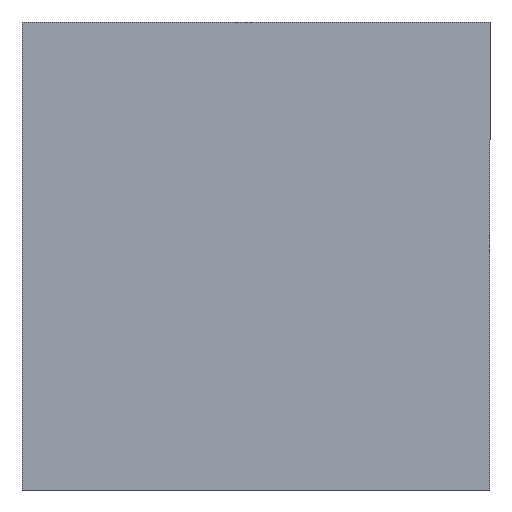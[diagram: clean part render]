
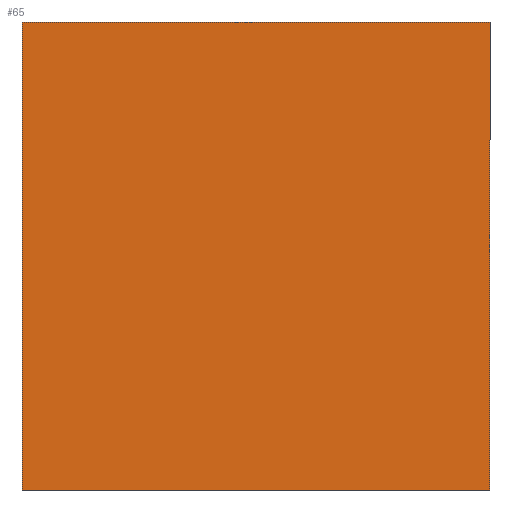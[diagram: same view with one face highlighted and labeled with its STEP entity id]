
A CAD part, front view. The second image highlights one B-rep face of the part: STEP entity #65.
In plain terms, the highlighted planar face has unit normal (0, -1, 0).
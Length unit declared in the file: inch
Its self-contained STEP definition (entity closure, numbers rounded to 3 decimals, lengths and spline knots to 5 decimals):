
#27 = VECTOR ( 'NONE', #189, 39.37008 ) ;
#43 = AXIS2_PLACEMENT_3D ( 'NONE', #128, #129, #130 ) ;
#49 = EDGE_CURVE ( 'NONE', #75, #69, #187, .T. ) ;
#51 = EDGE_CURVE ( 'NONE', #73, #75, #193, .T. ) ;
#55 = EDGE_CURVE ( 'NONE', #70, #73, #202, .T. ) ;
#59 = EDGE_CURVE ( 'NONE', #69, #70, #106, .T. ) ;
#65 = ADVANCED_FACE ( 'NONE', ( #144 ), #127, .T. ) ;
#69 = VERTEX_POINT ( 'NONE', #131 ) ;
#70 = VERTEX_POINT ( 'NONE', #132 ) ;
#73 = VERTEX_POINT ( 'NONE', #135 ) ;
#75 = VERTEX_POINT ( 'NONE', #137 ) ;
#76 = EDGE_LOOP ( 'NONE', ( #176, #177, #178, #103 ) ) ;
#103 = ORIENTED_EDGE ( 'NONE', *, *, #55, .F. ) ;
#106 = LINE ( 'NONE', #107, #173 ) ;
#107 = CARTESIAN_POINT ( 'NONE',  ( 1., 0., 0. ) ) ;
#108 = DIRECTION ( 'NONE',  ( 1., 0., 0. ) ) ;
#127 = PLANE ( 'NONE',  #43 ) ;
#128 = CARTESIAN_POINT ( 'NONE',  ( 0., 0., 0. ) ) ;
#129 = DIRECTION ( 'NONE',  ( 0., -1., 0. ) ) ;
#130 = DIRECTION ( 'NONE',  ( 0., 0., -1. ) ) ;
#131 = CARTESIAN_POINT ( 'NONE',  ( 0., 0., 0. ) ) ;
#132 = CARTESIAN_POINT ( 'NONE',  ( 1., 0., 0. ) ) ;
#135 = CARTESIAN_POINT ( 'NONE',  ( 1., 0., -1. ) ) ;
#137 = CARTESIAN_POINT ( 'NONE',  ( 0., 0., -1. ) ) ;
#144 = FACE_OUTER_BOUND ( 'NONE', #76, .T. ) ;
#167 = VECTOR ( 'NONE', #195, 39.37008 ) ;
#169 = VECTOR ( 'NONE', #204, 39.37008 ) ;
#173 = VECTOR ( 'NONE', #108, 39.37008 ) ;
#176 = ORIENTED_EDGE ( 'NONE', *, *, #59, .F. ) ;
#177 = ORIENTED_EDGE ( 'NONE', *, *, #49, .F. ) ;
#178 = ORIENTED_EDGE ( 'NONE', *, *, #51, .F. ) ;
#187 = LINE ( 'NONE', #188, #27 ) ;
#188 = CARTESIAN_POINT ( 'NONE',  ( 0., 0., 0. ) ) ;
#189 = DIRECTION ( 'NONE',  ( 0., 0., 1. ) ) ;
#193 = LINE ( 'NONE', #194, #167 ) ;
#194 = CARTESIAN_POINT ( 'NONE',  ( 0., 0., -1. ) ) ;
#195 = DIRECTION ( 'NONE',  ( -1., 0., 0. ) ) ;
#202 = LINE ( 'NONE', #203, #169 ) ;
#203 = CARTESIAN_POINT ( 'NONE',  ( 1., 0., -1. ) ) ;
#204 = DIRECTION ( 'NONE',  ( 0., 0., -1. ) ) ;
